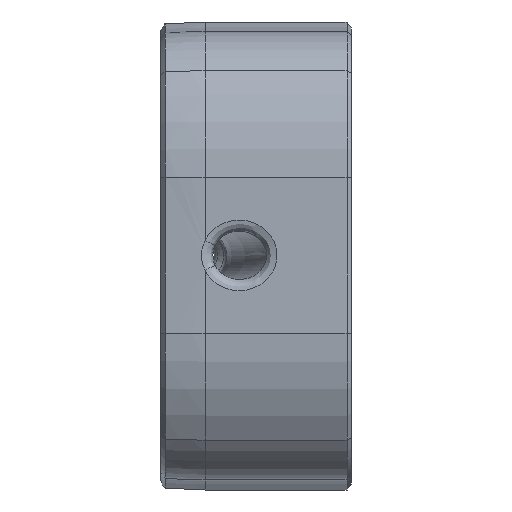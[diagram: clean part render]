
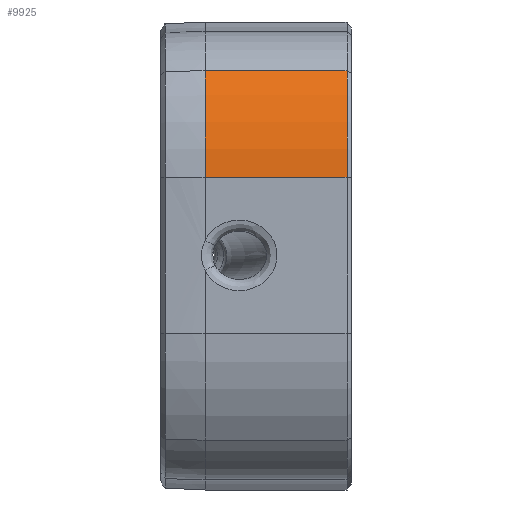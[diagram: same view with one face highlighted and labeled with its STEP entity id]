
A CAD part, top view. The second image highlights one B-rep face of the part: STEP entity #9925.
In plain terms, the highlighted cylindrical face has radius 17 mm (diameter 34 mm), a partial arc.
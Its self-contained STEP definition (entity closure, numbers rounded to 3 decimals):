
#277=CYLINDRICAL_SURFACE('',#10897,17.);
#832=FACE_OUTER_BOUND('',#1424,.T.);
#1424=EDGE_LOOP('',(#8276,#8277,#8278,#8279));
#2103=LINE('',#21496,#2760);
#2178=LINE('',#22039,#2835);
#2760=VECTOR('',#12887,1000.);
#2835=VECTOR('',#13102,1000.);
#3407=CIRCLE('',#10898,17.);
#3408=CIRCLE('',#10899,17.);
#4604=VERTEX_POINT('',#21349);
#4609=VERTEX_POINT('',#21494);
#4709=VERTEX_POINT('',#22037);
#4710=VERTEX_POINT('',#22038);
#5867=EDGE_CURVE('',#4604,#4609,#2103,.T.);
#6004=EDGE_CURVE('',#4709,#4710,#2178,.T.);
#6007=EDGE_CURVE('',#4609,#4710,#3407,.T.);
#6008=EDGE_CURVE('',#4709,#4604,#3408,.T.);
#8276=ORIENTED_EDGE('',*,*,#5867,.T.);
#8277=ORIENTED_EDGE('',*,*,#6007,.T.);
#8278=ORIENTED_EDGE('',*,*,#6004,.F.);
#8279=ORIENTED_EDGE('',*,*,#6008,.T.);
#9925=ADVANCED_FACE('',(#832),#277,.T.);
#10897=AXIS2_PLACEMENT_3D('',#22042,#13107,#13108);
#10898=AXIS2_PLACEMENT_3D('',#22043,#13109,#13110);
#10899=AXIS2_PLACEMENT_3D('',#22044,#13111,#13112);
#12887=DIRECTION('',(1.,0.,0.));
#13102=DIRECTION('',(1.,0.,0.));
#13107=DIRECTION('center_axis',(1.,0.,0.));
#13108=DIRECTION('ref_axis',(0.,1.,0.));
#13109=DIRECTION('center_axis',(-1.,0.,0.));
#13110=DIRECTION('ref_axis',(0.,0.,
1.));
#13111=DIRECTION('center_axis',(1.,0.,0.));
#13112=DIRECTION('ref_axis',(0.,-1.,0.));
#21349=CARTESIAN_POINT('',(0.178,6.958,74.65));
#21494=CARTESIAN_POINT('',(12.85,6.958,74.65));
#21496=CARTESIAN_POINT('',(-20.04,6.958,74.65));
#22037=CARTESIAN_POINT('',(0.178,16.481,71.732));
#22038=CARTESIAN_POINT('',(12.85,16.481,71.732));
#22039=CARTESIAN_POINT('',(-20.04,16.481,71.732));
#22042=CARTESIAN_POINT('Origin',(-20.04,6.958,57.65));
#22043=CARTESIAN_POINT('Origin',(12.85,6.958,57.65));
#22044=CARTESIAN_POINT('Origin',(0.178,6.958,57.65));
